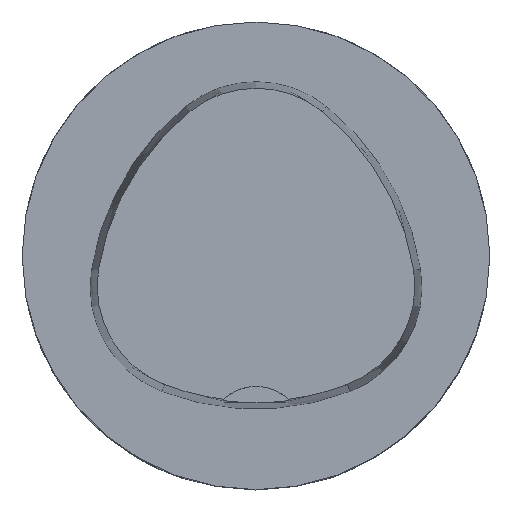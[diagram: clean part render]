
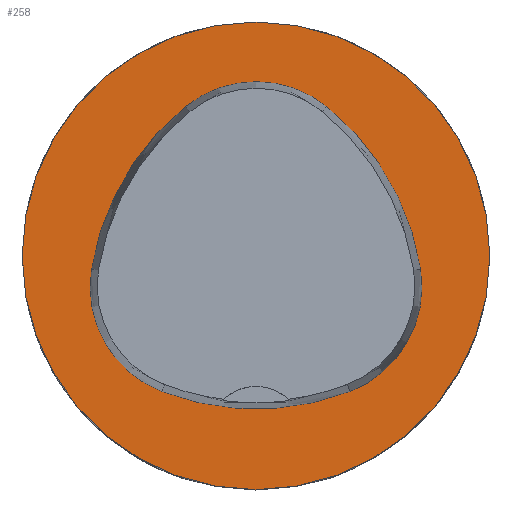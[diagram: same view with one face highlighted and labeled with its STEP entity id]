
A CAD part, top view. The second image highlights one B-rep face of the part: STEP entity #258.
In plain terms, the highlighted planar face has unit normal (0, 0, 1).
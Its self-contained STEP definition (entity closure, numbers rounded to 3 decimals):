
#44=PLANE('',#1459);
#258=ADVANCED_FACE('',(#375,#376),#44,.T.);
#339=CIRCLE('',#1431,25.);
#340=CIRCLE('',#1437,28.);
#342=CIRCLE('',#1440,12.);
#344=CIRCLE('',#1443,28.);
#346=CIRCLE('',#1446,12.);
#350=CIRCLE('',#1451,28.);
#352=CIRCLE('',#1454,12.);
#375=FACE_BOUND('',#403,.T.);
#376=FACE_BOUND('',#404,.T.);
#403=EDGE_LOOP('',(#554,#555,#556,#557,#558,#559));
#404=EDGE_LOOP('',(#560));
#554=ORIENTED_EDGE('',*,*,#1059,.T.);
#555=ORIENTED_EDGE('',*,*,#1039,.T.);
#556=ORIENTED_EDGE('',*,*,#1043,.T.);
#557=ORIENTED_EDGE('',*,*,#1046,.T.);
#558=ORIENTED_EDGE('',*,*,#1049,.T.);
#559=ORIENTED_EDGE('',*,*,#1057,.T.);
#560=ORIENTED_EDGE('',*,*,#1030,.F.);
#899=VERTEX_POINT('',#1912);
#908=VERTEX_POINT('',#1931);
#909=VERTEX_POINT('',#1932);
#912=VERTEX_POINT('',#1940);
#914=VERTEX_POINT('',#1946);
#916=VERTEX_POINT('',#1952);
#923=VERTEX_POINT('',#1973);
#1030=EDGE_CURVE('',#899,#899,#339,.T.);
#1039=EDGE_CURVE('',#908,#909,#340,.T.);
#1043=EDGE_CURVE('',#909,#912,#342,.T.);
#1046=EDGE_CURVE('',#912,#914,#344,.T.);
#1049=EDGE_CURVE('',#914,#916,#346,.T.);
#1057=EDGE_CURVE('',#916,#923,#350,.T.);
#1059=EDGE_CURVE('',#923,#908,#352,.T.);
#1431=AXIS2_PLACEMENT_3D('',#1911,#1570,#1571);
#1437=AXIS2_PLACEMENT_3D('',#1930,#1586,#1587);
#1440=AXIS2_PLACEMENT_3D('',#1939,#1594,#1595);
#1443=AXIS2_PLACEMENT_3D('',#1945,#1601,#1602);
#1446=AXIS2_PLACEMENT_3D('',#1951,#1608,#1609);
#1451=AXIS2_PLACEMENT_3D('',#1974,#1620,#1621);
#1454=AXIS2_PLACEMENT_3D('',#1977,#1626,#1627);
#1459=AXIS2_PLACEMENT_3D('',#1982,#1636,#1637);
#1570=DIRECTION('',(0.,0.,-1.));
#1571=DIRECTION('',(-1.,0.,0.));
#1586=DIRECTION('',(0.,0.,-1.));
#1587=DIRECTION('',(-1.,0.,0.));
#1594=DIRECTION('',(0.,0.,-1.));
#1595=DIRECTION('',(-1.,0.,0.));
#1601=DIRECTION('',(0.,0.,-1.));
#1602=DIRECTION('',(-1.,0.,0.));
#1608=DIRECTION('',(0.,0.,-1.));
#1609=DIRECTION('',(-1.,0.,0.));
#1620=DIRECTION('',(0.,0.,-1.));
#1621=DIRECTION('',(-1.,0.,0.));
#1626=DIRECTION('',(0.,0.,-1.));
#1627=DIRECTION('',(-1.,0.,0.));
#1636=DIRECTION('',(0.,0.,1.));
#1637=DIRECTION('',(1.,0.,0.));
#1911=CARTESIAN_POINT('',(0.,0.,0.));
#1912=CARTESIAN_POINT('',(-25.,0.,0.));
#1930=CARTESIAN_POINT('',(10.068,-5.824,0.));
#1931=CARTESIAN_POINT('',(-17.584,-1.424,0.));
#1932=CARTESIAN_POINT('',(-7.531,15.953,0.));
#1939=CARTESIAN_POINT('',(0.011,6.62,0.));
#1940=CARTESIAN_POINT('',(7.567,15.942,0.));
#1945=CARTESIAN_POINT('',(-10.063,-5.81,0.));
#1946=CARTESIAN_POINT('',(17.59,-1.418,0.));
#1951=CARTESIAN_POINT('',(5.739,-3.3,0.));
#1952=CARTESIAN_POINT('',(10.05,-14.499,0.));
#1973=CARTESIAN_POINT('',(-10.025,-14.516,0.));
#1974=CARTESIAN_POINT('',(-0.01,11.631,0.));
#1977=CARTESIAN_POINT('',(-5.733,-3.31,0.));
#1982=CARTESIAN_POINT('',(0.,0.,0.));
